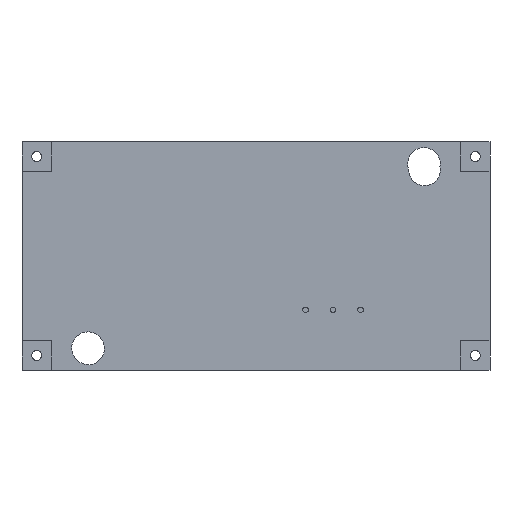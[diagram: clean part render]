
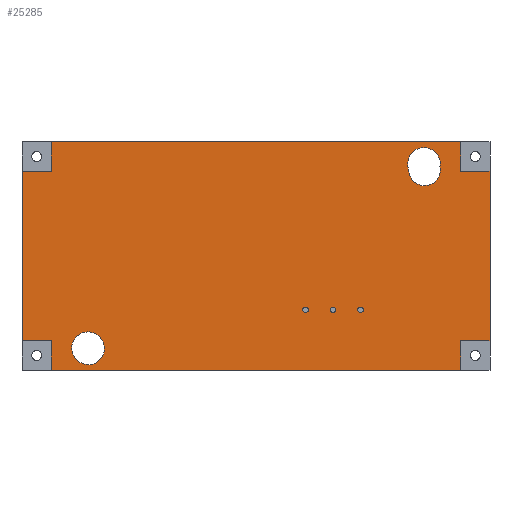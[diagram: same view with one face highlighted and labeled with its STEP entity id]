
A CAD part, front view. The second image highlights one B-rep face of the part: STEP entity #25285.
In plain terms, the highlighted planar face has unit normal (0, -1, 0).
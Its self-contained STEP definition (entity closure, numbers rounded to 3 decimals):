
#1649=FACE_BOUND('',#4881,.T.);
#1650=FACE_BOUND('',#4882,.T.);
#1928=CIRCLE('',#26653,1.5);
#1930=CIRCLE('',#26656,1.5);
#1933=CIRCLE('',#26660,1.461);
#1935=CIRCLE('',#26665,1.461);
#3384=FACE_OUTER_BOUND('',#4880,.T.);
#4880=EDGE_LOOP('',(#21895,#21896,#21897,#21898,#21899,#21900,#21901,#21902,
#21903,#21904,#21905,#21906));
#4881=EDGE_LOOP('',(#21907,#21908));
#4882=EDGE_LOOP('',(#21909,#21910));
#6411=LINE('',#41320,#8796);
#6415=LINE('',#41328,#8800);
#6420=LINE('',#41343,#8805);
#6424=LINE('',#41351,#8809);
#6429=LINE('',#41366,#8814);
#6433=LINE('',#41374,#8818);
#6438=LINE('',#41389,#8823);
#6442=LINE('',#41397,#8827);
#7070=LINE('',#51695,#9455);
#7073=LINE('',#51699,#9458);
#7075=LINE('',#51702,#9460);
#7076=LINE('',#51704,#9461);
#8796=VECTOR('',#30100,1000.);
#8800=VECTOR('',#30106,1000.);
#8805=VECTOR('',#30119,1000.);
#8809=VECTOR('',#30125,1000.);
#8814=VECTOR('',#30138,1000.);
#8818=VECTOR('',#30144,1000.);
#8823=VECTOR('',#30157,1000.);
#8827=VECTOR('',#30163,1000.);
#9455=VECTOR('',#31301,1000.);
#9458=VECTOR('',#31306,1000.);
#9460=VECTOR('',#31310,1000.);
#9461=VECTOR('',#31313,1000.);
#11021=VERTEX_POINT('',#38315);
#11023=VERTEX_POINT('',#38318);
#11025=VERTEX_POINT('',#38324);
#11027=VERTEX_POINT('',#38327);
#11395=VERTEX_POINT('',#41318);
#11396=VERTEX_POINT('',#41319);
#11399=VERTEX_POINT('',#41327);
#11404=VERTEX_POINT('',#41341);
#11405=VERTEX_POINT('',#41342);
#11408=VERTEX_POINT('',#41350);
#11413=VERTEX_POINT('',#41364);
#11414=VERTEX_POINT('',#41365);
#11417=VERTEX_POINT('',#41373);
#11422=VERTEX_POINT('',#41387);
#11423=VERTEX_POINT('',#41388);
#11426=VERTEX_POINT('',#41396);
#14013=EDGE_CURVE('',#11023,#11021,#1928,.T.);
#14017=EDGE_CURVE('',#11027,#11025,#1930,.T.);
#14021=EDGE_CURVE('',#11023,#11021,#1933,.T.);
#14389=EDGE_CURVE('',#11027,#11025,#1935,.T.);
#14390=EDGE_CURVE('',#11395,#11396,#6411,.T.);
#14394=EDGE_CURVE('',#11399,#11395,#6415,.T.);
#14401=EDGE_CURVE('',#11404,#11405,#6420,.T.);
#14405=EDGE_CURVE('',#11405,#11408,#6424,.T.);
#14412=EDGE_CURVE('',#11413,#11414,#6429,.T.);
#14416=EDGE_CURVE('',#11417,#11413,#6433,.T.);
#14423=EDGE_CURVE('',#11422,#11423,#6438,.T.);
#14427=EDGE_CURVE('',#11426,#11422,#6442,.T.);
#15301=EDGE_CURVE('',#11408,#11399,#7070,.T.);
#15304=EDGE_CURVE('',#11414,#11404,#7073,.T.);
#15306=EDGE_CURVE('',#11423,#11417,#7075,.T.);
#15307=EDGE_CURVE('',#11396,#11426,#7076,.T.);
#21895=ORIENTED_EDGE('',*,*,#15301,.F.);
#21896=ORIENTED_EDGE('',*,*,#14405,.F.);
#21897=ORIENTED_EDGE('',*,*,#14401,.F.);
#21898=ORIENTED_EDGE('',*,*,#15304,.F.);
#21899=ORIENTED_EDGE('',*,*,#14412,.F.);
#21900=ORIENTED_EDGE('',*,*,#14416,.F.);
#21901=ORIENTED_EDGE('',*,*,#15306,.F.);
#21902=ORIENTED_EDGE('',*,*,#14423,.F.);
#21903=ORIENTED_EDGE('',*,*,#14427,.F.);
#21904=ORIENTED_EDGE('',*,*,#15307,.F.);
#21905=ORIENTED_EDGE('',*,*,#14390,.F.);
#21906=ORIENTED_EDGE('',*,*,#14394,.F.);
#21907=ORIENTED_EDGE('',*,*,#14013,.T.);
#21908=ORIENTED_EDGE('',*,*,#14021,.F.);
#21909=ORIENTED_EDGE('',*,*,#14017,.T.);
#21910=ORIENTED_EDGE('',*,*,#14389,.F.);
#24007=PLANE('',#26941);
#25285=ADVANCED_FACE('',(#3384,#1649,#1650),#24007,.F.);
#26653=AXIS2_PLACEMENT_3D('',#38319,#29887,#29888);
#26656=AXIS2_PLACEMENT_3D('',#38328,#29895,#29896);
#26660=AXIS2_PLACEMENT_3D('',#38334,#29904,#29905);
#26665=AXIS2_PLACEMENT_3D('',#41316,#30096,#30097);
#26941=AXIS2_PLACEMENT_3D('',#51705,#31314,#31315);
#29887=DIRECTION('center_axis',(0.,1.,0.));
#29888=DIRECTION('ref_axis',(1.,0.,0.));
#29895=DIRECTION('center_axis',(0.,1.,0.));
#29896=DIRECTION('ref_axis',(1.,0.,0.));
#29904=DIRECTION('center_axis',(0.,-1.,0.));
#29905=DIRECTION('ref_axis',(0.,0.,1.));
#30096=DIRECTION('center_axis',(0.,-1.,0.));
#30097=DIRECTION('ref_axis',(0.,0.,1.));
#30100=DIRECTION('',(-1.,0.,0.));
#30106=DIRECTION('',(0.,0.,1.));
#30119=DIRECTION('',(-1.,0.,0.));
#30125=DIRECTION('',(0.,0.,-1.));
#30138=DIRECTION('',(1.,0.,0.));
#30144=DIRECTION('',(0.,0.,-1.));
#30157=DIRECTION('',(0.,0.,1.));
#30163=DIRECTION('',(1.,0.,0.));
#31301=DIRECTION('',(-1.,0.,0.));
#31306=DIRECTION('',(0.,0.,-1.));
#31310=DIRECTION('',(1.,0.,0.));
#31313=DIRECTION('',(0.,0.,1.));
#31314=DIRECTION('center_axis',(0.,1.,0.));
#31315=DIRECTION('ref_axis',(1.,0.,0.));
#38315=CARTESIAN_POINT('',(-14.001,0.,-8.447));
#38318=CARTESIAN_POINT('',(-16.24,0.,-9.804));
#38319=CARTESIAN_POINT('Origin',(-15.5,0.,-8.5));
#38324=CARTESIAN_POINT('',(16.976,0.,8.235));
#38327=CARTESIAN_POINT('',(14.084,0.,8.004));
#38328=CARTESIAN_POINT('Origin',(15.5,0.,8.5));
#38334=CARTESIAN_POINT('Origin',(-15.456,0.,-8.573));
#41316=CARTESIAN_POINT('Origin',(15.544,0.,7.95));
#41318=CARTESIAN_POINT('',(-18.891,0.,-7.801));
#41319=CARTESIAN_POINT('',(-21.59,0.,-7.801));
#41320=CARTESIAN_POINT('',(-18.891,0.,-7.801));
#41327=CARTESIAN_POINT('',(-18.891,0.,-10.554));
#41328=CARTESIAN_POINT('',(-18.891,0.,-7.801));
#41341=CARTESIAN_POINT('',(21.59,0.,-7.801));
#41342=CARTESIAN_POINT('',(18.891,0.,-7.801));
#41343=CARTESIAN_POINT('',(18.891,0.,-7.801));
#41350=CARTESIAN_POINT('',(18.891,0.,-10.554));
#41351=CARTESIAN_POINT('',(18.891,0.,-7.801));
#41364=CARTESIAN_POINT('',(18.891,0.,7.801));
#41365=CARTESIAN_POINT('',(21.59,0.,7.801));
#41366=CARTESIAN_POINT('',(18.891,0.,7.801));
#41373=CARTESIAN_POINT('',(18.891,0.,10.554));
#41374=CARTESIAN_POINT('',(18.891,0.,7.801));
#41387=CARTESIAN_POINT('',(-18.891,0.,7.801));
#41388=CARTESIAN_POINT('',(-18.891,0.,10.554));
#41389=CARTESIAN_POINT('',(-18.891,0.,7.801));
#41396=CARTESIAN_POINT('',(-21.59,0.,7.801));
#41397=CARTESIAN_POINT('',(-18.891,0.,7.801));
#51695=CARTESIAN_POINT('',(21.59,0.,-10.554));
#51699=CARTESIAN_POINT('',(21.59,0.,10.554));
#51702=CARTESIAN_POINT('',(21.59,0.,10.554));
#51704=CARTESIAN_POINT('',(-21.59,0.,10.554));
#51705=CARTESIAN_POINT('Origin',(0.,0.,0.));
